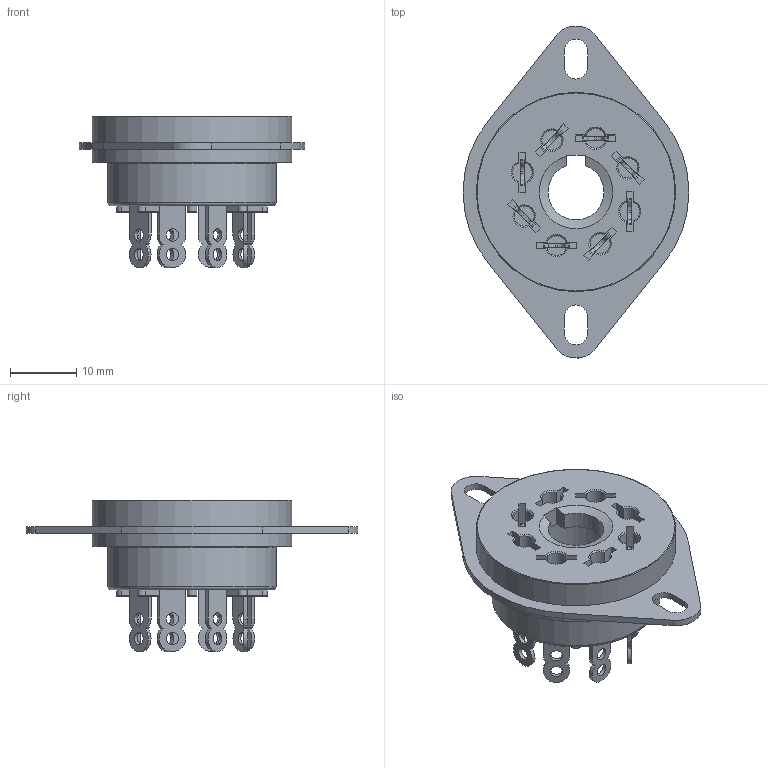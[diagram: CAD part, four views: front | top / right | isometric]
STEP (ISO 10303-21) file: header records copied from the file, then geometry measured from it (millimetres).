
FILE_DESCRIPTION(/* description */ (''),/* implementation_level */ '2;1');
FILE_NAME(/* name */ 'VT8-ST v2.step',/* time_stamp */ '2021-08-08T21:21:17+01:00',/* author */ (''),/* organization */ (''),/* preprocessor_version */ 'ST-DEVELOPER v18.1',/* originating_system */ 'Autodesk Translation Framework v10.6.0.1341',/* authorisation */ '');
FILE_SCHEMA (('AUTOMOTIVE_DESIGN { 1 0 10303 214 3 1 1 }'));
Length unit declared in the file: millimetre
Products named in the file (4): VT8-ST; VT8-ST-Holder; VT8-ST-Terminal; Flange
Assembly tree (10 placements, depth 2):
  VT8-ST
    VT8-ST-Holder
    VT8-ST-Terminal  x8
    Flange
Bounding box: 34 x 49.98 x 22.8 mm (x, y, z)
Volume: 6405.9 mm3; surface area: 6709.9 mm2
Topology: 10 solids, 10 shells, 372 faces, 967 edges, 633 vertices
Faces by surface type: plane 201, cylinder 133, torus 21, cone 17
Full cylindrical faces by diameter (mm): 1.85 x16, 12 x1, 25.3 x1, 30 x2
Entity records: 7665 total; most frequent: CARTESIAN_POINT 1369, DIRECTION 1304, ORIENTED_EDGE 1262, EDGE_CURVE 631, AXIS2_PLACEMENT_3D 446, LINE 412, VECTOR 412, VERTEX_POINT 409
